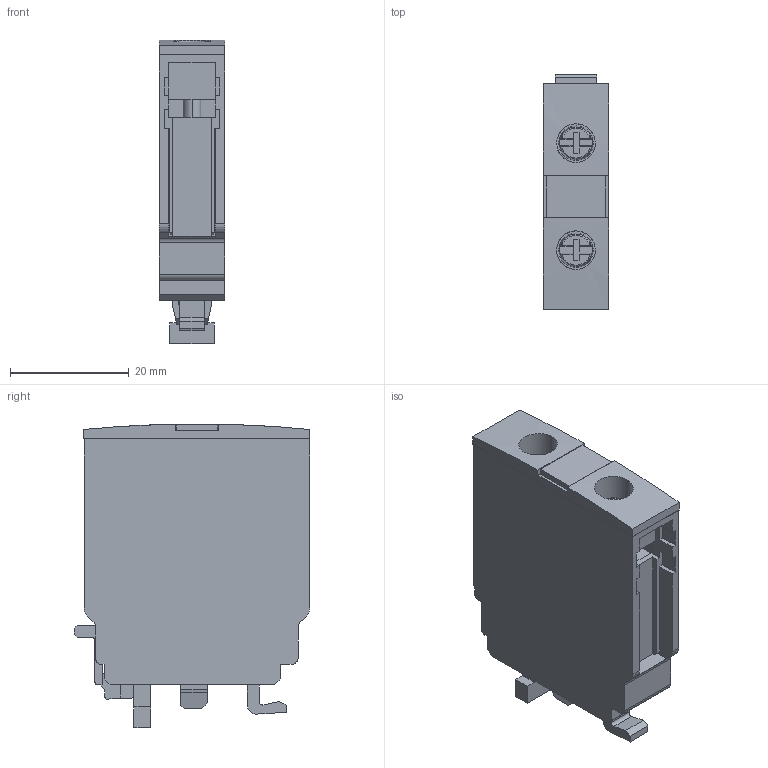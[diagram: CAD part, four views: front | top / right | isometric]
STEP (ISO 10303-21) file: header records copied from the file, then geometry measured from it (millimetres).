
FILE_DESCRIPTION(('STEP AP214'),'1');
FILE_NAME('cctmp_B52070D8-F32D-4A32-80E5-E6E3D1A2775B_2023_07_21_09_00_39_0776..stp','2023-07-21T07:00:41',('SIEMENS A&D'),('CADClick - www.CADClick.com'),'Spatial InterOp 3D postprocessed',' ','unknown authorization');
FILE_SCHEMA(('AUTOMOTIVE_DESIGN'));
Length unit declared in the file: millimetre
Products named in the file (3): cc_unnamed; 2023_07_21_09_00_39_0729; 2023_07_21_09_00_39_0698
Assembly tree (2 placements, depth 2):
  cc_unnamed
    2023_07_21_09_00_39_0729
    2023_07_21_09_00_39_0698
Bounding box: 11 x 39.65 x 51.02 mm (x, y, z)
Volume: 13524.5 mm3; surface area: 9199.1 mm2
Topology: 2 solids, 2 shells, 324 faces, 945 edges, 618 vertices
Faces by surface type: plane 273, cylinder 35, cone 8, torus 8
Entity records: 18085 total; most frequent: CARTESIAN_POINT 2116, ORIENTED_EDGE 1890, STYLED_ITEM 1889, PRESENTATION_STYLE_ASSIGNMENT 1889, DIRECTION 1681, EDGE_CURVE 945, CURVE_STYLE 945, DRAUGHTING_PRE_DEFINED_CURVE_FONT 945
